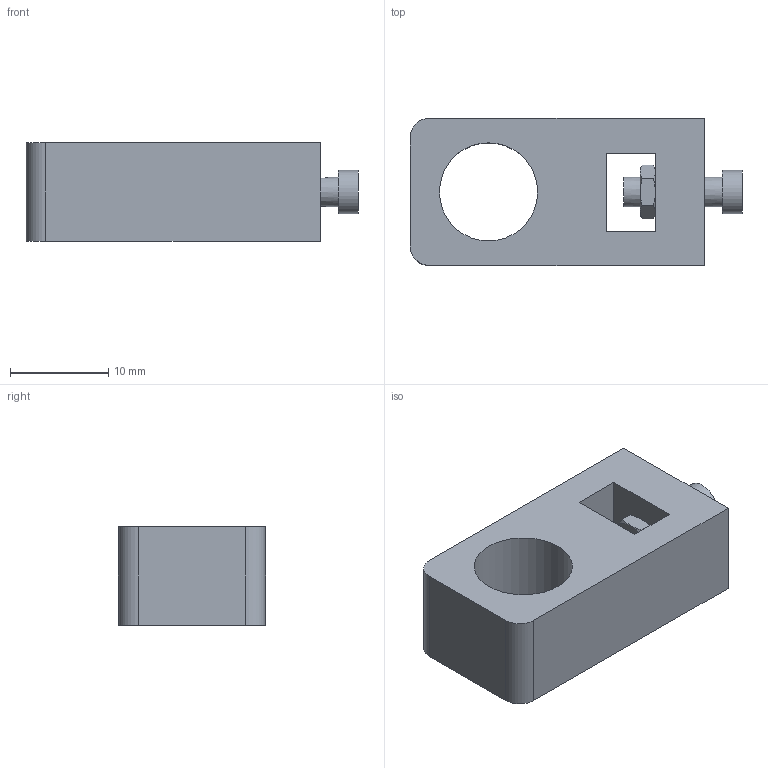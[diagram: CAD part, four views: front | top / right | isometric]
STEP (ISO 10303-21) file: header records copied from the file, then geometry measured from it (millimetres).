
FILE_DESCRIPTION(('STEP AP214'),'1');
FILE_NAME('FerriteHolder.stp','2024-04-10T19:33:45',(' '),(' '),'Spatial InterOp 3D',' ',' ');
FILE_SCHEMA(('AUTOMOTIVE_DESIGN { 1 0 10303 214 1 1 1 1 }'));
Length unit declared in the file: millimetre
Products named in the file (4): Uchwyt; Part7; Nut : Standard - M3,0 x 39,243; Screw : Cheese - M3,0 x 10,0
Assembly tree (3 placements, depth 2):
  Uchwyt
    Part7
    Nut : Standard - M3,0 x 39,243
    Screw : Cheese - M3,0 x 10,0
Bounding box: 33.83 x 15 x 10 mm (x, y, z)
Volume: 3375.6 mm3; surface area: 2384.8 mm2
Topology: 3 solids, 3 shells, 73 faces, 175 edges, 110 vertices
Faces by surface type: plane 50, cone 13, cylinder 10
Full cylindrical faces by diameter (mm): 2.5 x1, 3.2 x1, 4.416 x1, 10 x1
Entity records: 2783 total; most frequent: CARTESIAN_POINT 445, ORIENTED_EDGE 340, DIRECTION 334, EDGE_CURVE 170, LINE 112, VECTOR 112, AXIS2_PLACEMENT_3D 111, VERTEX_POINT 110
